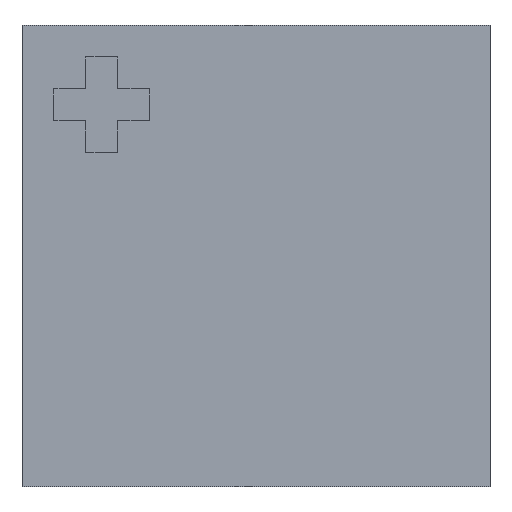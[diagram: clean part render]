
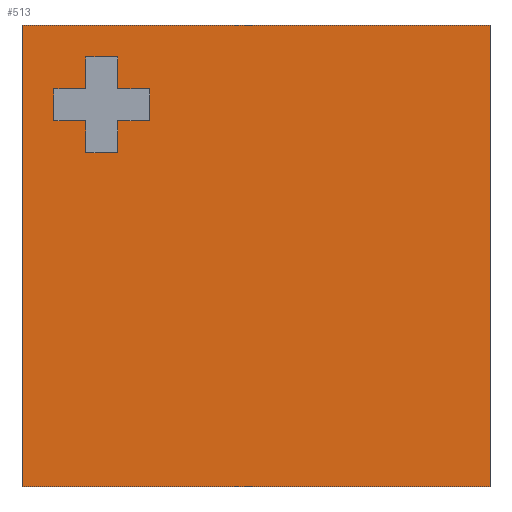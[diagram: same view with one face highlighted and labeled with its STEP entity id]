
A CAD part, top view. The second image highlights one B-rep face of the part: STEP entity #513.
In plain terms, the highlighted planar face has unit normal (0, 0, 1).
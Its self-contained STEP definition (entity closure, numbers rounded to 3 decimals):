
#41=FACE_BOUND('',#113,.T.);
#84=FACE_OUTER_BOUND('',#112,.T.);
#112=EDGE_LOOP('',(#421,#422,#423,#424));
#113=EDGE_LOOP('',(#425,#426,#427,#428,#429,#430,#431,#432,#433,#434,#435,
#436));
#133=LINE('',#730,#181);
#137=LINE('',#738,#185);
#140=LINE('',#744,#188);
#143=LINE('',#750,#191);
#146=LINE('',#756,#194);
#149=LINE('',#762,#197);
#152=LINE('',#768,#200);
#155=LINE('',#774,#203);
#158=LINE('',#780,#206);
#161=LINE('',#786,#209);
#164=LINE('',#792,#212);
#167=LINE('',#797,#215);
#169=LINE('',#803,#217);
#175=LINE('',#816,#223);
#178=LINE('',#820,#226);
#180=LINE('',#823,#228);
#181=VECTOR('',#588,10.);
#185=VECTOR('',#594,10.);
#188=VECTOR('',#599,10.);
#191=VECTOR('',#604,10.);
#194=VECTOR('',#609,10.);
#197=VECTOR('',#614,10.);
#200=VECTOR('',#619,10.);
#203=VECTOR('',#624,10.);
#206=VECTOR('',#629,10.);
#209=VECTOR('',#634,10.);
#212=VECTOR('',#639,10.);
#215=VECTOR('',#644,10.);
#217=VECTOR('',#650,1.);
#223=VECTOR('',#658,1.);
#226=VECTOR('',#663,10.);
#228=VECTOR('',#667,10.);
#229=VERTEX_POINT('',#728);
#230=VERTEX_POINT('',#729);
#233=VERTEX_POINT('',#737);
#235=VERTEX_POINT('',#743);
#237=VERTEX_POINT('',#749);
#239=VERTEX_POINT('',#755);
#241=VERTEX_POINT('',#761);
#243=VERTEX_POINT('',#767);
#245=VERTEX_POINT('',#773);
#247=VERTEX_POINT('',#779);
#249=VERTEX_POINT('',#785);
#251=VERTEX_POINT('',#791);
#253=VERTEX_POINT('',#801);
#254=VERTEX_POINT('',#802);
#259=VERTEX_POINT('',#813);
#260=VERTEX_POINT('',#815);
#279=EDGE_CURVE('',#229,#230,#133,.T.);
#283=EDGE_CURVE('',#230,#233,#137,.T.);
#286=EDGE_CURVE('',#233,#235,#140,.T.);
#289=EDGE_CURVE('',#235,#237,#143,.T.);
#292=EDGE_CURVE('',#237,#239,#146,.T.);
#295=EDGE_CURVE('',#239,#241,#149,.T.);
#298=EDGE_CURVE('',#241,#243,#152,.T.);
#301=EDGE_CURVE('',#243,#245,#155,.T.);
#304=EDGE_CURVE('',#245,#247,#158,.T.);
#307=EDGE_CURVE('',#247,#249,#161,.T.);
#310=EDGE_CURVE('',#249,#251,#164,.T.);
#313=EDGE_CURVE('',#251,#229,#167,.T.);
#315=EDGE_CURVE('',#253,#254,#169,.T.);
#321=EDGE_CURVE('',#259,#260,#175,.T.);
#324=EDGE_CURVE('',#253,#260,#178,.T.);
#326=EDGE_CURVE('',#259,#254,#180,.T.);
#421=ORIENTED_EDGE('',*,*,#324,.T.);
#422=ORIENTED_EDGE('',*,*,#321,.F.);
#423=ORIENTED_EDGE('',*,*,#326,.T.);
#424=ORIENTED_EDGE('',*,*,#315,.F.);
#425=ORIENTED_EDGE('',*,*,#279,.T.);
#426=ORIENTED_EDGE('',*,*,#283,.T.);
#427=ORIENTED_EDGE('',*,*,#286,.T.);
#428=ORIENTED_EDGE('',*,*,#289,.T.);
#429=ORIENTED_EDGE('',*,*,#292,.T.);
#430=ORIENTED_EDGE('',*,*,#295,.T.);
#431=ORIENTED_EDGE('',*,*,#298,.T.);
#432=ORIENTED_EDGE('',*,*,#301,.T.);
#433=ORIENTED_EDGE('',*,*,#304,.T.);
#434=ORIENTED_EDGE('',*,*,#307,.T.);
#435=ORIENTED_EDGE('',*,*,#310,.T.);
#436=ORIENTED_EDGE('',*,*,#313,.T.);
#494=PLANE('',#555);
#513=ADVANCED_FACE('',(#84,#41),#494,.T.);
#555=AXIS2_PLACEMENT_3D('',#824,#668,#669);
#588=DIRECTION('',(-1.,0.,0.));
#594=DIRECTION('',(0.,1.,0.));
#599=DIRECTION('',(1.,0.,0.));
#604=DIRECTION('',(0.,1.,0.));
#609=DIRECTION('',(1.,0.,0.));
#614=DIRECTION('',(0.,-1.,0.));
#619=DIRECTION('',(1.,0.,0.));
#624=DIRECTION('',(0.,-1.,0.));
#629=DIRECTION('',(-1.,0.,0.));
#634=DIRECTION('',(0.,-1.,0.));
#639=DIRECTION('',(-1.,0.,0.));
#644=DIRECTION('',(0.,1.,0.));
#650=DIRECTION('',(1.,0.,0.));
#658=DIRECTION('',(-1.,0.,0.));
#663=DIRECTION('',(0.,-1.,0.));
#667=DIRECTION('',(0.,1.,0.));
#668=DIRECTION('center_axis',(0.,0.,1.));
#669=DIRECTION('ref_axis',(0.,-1.,0.));
#728=CARTESIAN_POINT('',(-0.534,0.424,0.6));
#729=CARTESIAN_POINT('',(-0.634,0.424,0.6));
#730=CARTESIAN_POINT('',(-0.62,0.424,0.6));
#737=CARTESIAN_POINT('',(-0.634,0.524,0.6));
#738=CARTESIAN_POINT('',(-0.634,0.567,0.6));
#743=CARTESIAN_POINT('',(-0.534,0.524,0.6));
#744=CARTESIAN_POINT('',(-0.57,0.524,0.6));
#749=CARTESIAN_POINT('',(-0.534,0.624,0.6));
#750=CARTESIAN_POINT('',(-0.534,0.617,0.6));
#755=CARTESIAN_POINT('',(-0.434,0.624,0.6));
#756=CARTESIAN_POINT('',(-0.52,0.624,0.6));
#761=CARTESIAN_POINT('',(-0.434,0.524,0.6));
#762=CARTESIAN_POINT('',(-0.434,0.567,0.6));
#767=CARTESIAN_POINT('',(-0.334,0.524,0.6));
#768=CARTESIAN_POINT('',(-0.47,0.524,0.6));
#773=CARTESIAN_POINT('',(-0.334,0.424,0.6));
#774=CARTESIAN_POINT('',(-0.334,0.517,0.6));
#779=CARTESIAN_POINT('',(-0.434,0.424,0.6));
#780=CARTESIAN_POINT('',(-0.52,0.424,0.6));
#785=CARTESIAN_POINT('',(-0.434,0.324,0.6));
#786=CARTESIAN_POINT('',(-0.434,0.467,0.6));
#791=CARTESIAN_POINT('',(-0.534,0.324,0.6));
#792=CARTESIAN_POINT('',(-0.57,0.324,0.6));
#797=CARTESIAN_POINT('',(-0.534,0.517,0.6));
#801=CARTESIAN_POINT('',(-0.734,0.724,0.6));
#802=CARTESIAN_POINT('',(0.734,0.724,0.6));
#803=CARTESIAN_POINT('',(-0.605,0.724,0.6));
#813=CARTESIAN_POINT('',(0.734,-0.724,0.6));
#815=CARTESIAN_POINT('',(-0.734,-0.724,0.6));
#816=CARTESIAN_POINT('',(-0.605,-0.724,0.6));
#820=CARTESIAN_POINT('',(-0.734,-0.61,0.6));
#823=CARTESIAN_POINT('',(0.734,0.61,0.6));
#824=CARTESIAN_POINT('Origin',(-0.605,0.61,0.6));
